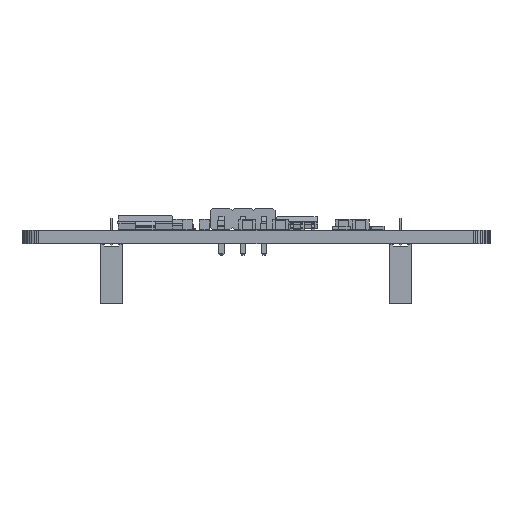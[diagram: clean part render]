
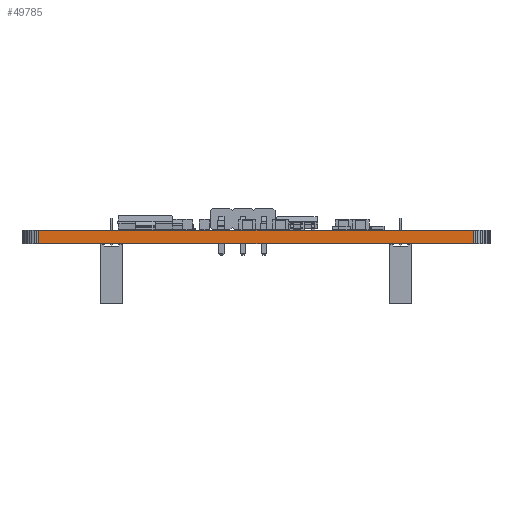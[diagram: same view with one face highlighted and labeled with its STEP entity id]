
A CAD part, left-side view. The second image highlights one B-rep face of the part: STEP entity #49785.
In plain terms, the highlighted planar face has unit normal (-1, 0, 0).
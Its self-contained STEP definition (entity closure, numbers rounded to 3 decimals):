
#45652 = PLANE('',#45653);
#45653 = AXIS2_PLACEMENT_3D('',#45654,#45655,#45656);
#45654 = CARTESIAN_POINT('',(17.8,-17.1,1.6));
#45655 = DIRECTION('',(-0.,-0.,-1.));
#45656 = DIRECTION('',(-1.,0.,0.));
#45706 = PLANE('',#45707);
#45707 = AXIS2_PLACEMENT_3D('',#45708,#45709,#45710);
#45708 = CARTESIAN_POINT('',(17.8,-17.1,0.));
#45709 = DIRECTION('',(-0.,-0.,-1.));
#45710 = DIRECTION('',(-1.,0.,0.));
#46739 = VERTEX_POINT('',#46740);
#46740 = CARTESIAN_POINT('',(-12.2,-42.8,0.));
#46754 = PLANE('',#46755);
#46755 = AXIS2_PLACEMENT_3D('',#46756,#46757,#46758);
#46756 = CARTESIAN_POINT('',(-12.18,-43.085,0.));
#46757 = DIRECTION('',(-0.997,-0.071,0.));
#46758 = DIRECTION('',(-0.071,0.997,0.));
#46766 = EDGE_CURVE('',#46739,#46767,#46769,.T.);
#46767 = VERTEX_POINT('',#46768);
#46768 = CARTESIAN_POINT('',(-12.2,8.6,0.));
#46769 = SURFACE_CURVE('',#46770,(#46774,#46781),.PCURVE_S1.);
#46770 = LINE('',#46771,#46772);
#46771 = CARTESIAN_POINT('',(-12.2,-42.8,0.));
#46772 = VECTOR('',#46773,1.);
#46773 = DIRECTION('',(0.,1.,0.));
#46774 = PCURVE('',#45706,#46775);
#46775 = DEFINITIONAL_REPRESENTATION('',(#46776),#46780);
#46776 = LINE('',#46777,#46778);
#46777 = CARTESIAN_POINT('',(30.,-25.7));
#46778 = VECTOR('',#46779,1.);
#46779 = DIRECTION('',(0.,1.));
#46780 = ( GEOMETRIC_REPRESENTATION_CONTEXT(2) 
PARAMETRIC_REPRESENTATION_CONTEXT() REPRESENTATION_CONTEXT('2D SPACE',''
  ) );
#46781 = PCURVE('',#46782,#46787);
#46782 = PLANE('',#46783);
#46783 = AXIS2_PLACEMENT_3D('',#46784,#46785,#46786);
#46784 = CARTESIAN_POINT('',(-12.2,-42.8,0.));
#46785 = DIRECTION('',(-1.,0.,0.));
#46786 = DIRECTION('',(0.,1.,0.));
#46787 = DEFINITIONAL_REPRESENTATION('',(#46788),#46792);
#46788 = LINE('',#46789,#46790);
#46789 = CARTESIAN_POINT('',(0.,0.));
#46790 = VECTOR('',#46791,1.);
#46791 = DIRECTION('',(1.,0.));
#46792 = ( GEOMETRIC_REPRESENTATION_CONTEXT(2) 
PARAMETRIC_REPRESENTATION_CONTEXT() REPRESENTATION_CONTEXT('2D SPACE',''
  ) );
#46810 = PLANE('',#46811);
#46811 = AXIS2_PLACEMENT_3D('',#46812,#46813,#46814);
#46812 = CARTESIAN_POINT('',(-12.2,8.6,0.));
#46813 = DIRECTION('',(-0.997,0.071,0.));
#46814 = DIRECTION('',(0.071,0.997,0.));
#48368 = VERTEX_POINT('',#48369);
#48369 = CARTESIAN_POINT('',(-12.2,-42.8,1.6));
#48390 = EDGE_CURVE('',#48368,#48391,#48393,.T.);
#48391 = VERTEX_POINT('',#48392);
#48392 = CARTESIAN_POINT('',(-12.2,8.6,1.6));
#48393 = SURFACE_CURVE('',#48394,(#48398,#48405),.PCURVE_S1.);
#48394 = LINE('',#48395,#48396);
#48395 = CARTESIAN_POINT('',(-12.2,-42.8,1.6));
#48396 = VECTOR('',#48397,1.);
#48397 = DIRECTION('',(0.,1.,0.));
#48398 = PCURVE('',#45652,#48399);
#48399 = DEFINITIONAL_REPRESENTATION('',(#48400),#48404);
#48400 = LINE('',#48401,#48402);
#48401 = CARTESIAN_POINT('',(30.,-25.7));
#48402 = VECTOR('',#48403,1.);
#48403 = DIRECTION('',(0.,1.));
#48404 = ( GEOMETRIC_REPRESENTATION_CONTEXT(2) 
PARAMETRIC_REPRESENTATION_CONTEXT() REPRESENTATION_CONTEXT('2D SPACE',''
  ) );
#48405 = PCURVE('',#46782,#48406);
#48406 = DEFINITIONAL_REPRESENTATION('',(#48407),#48411);
#48407 = LINE('',#48408,#48409);
#48408 = CARTESIAN_POINT('',(0.,-1.6));
#48409 = VECTOR('',#48410,1.);
#48410 = DIRECTION('',(1.,0.));
#48411 = ( GEOMETRIC_REPRESENTATION_CONTEXT(2) 
PARAMETRIC_REPRESENTATION_CONTEXT() REPRESENTATION_CONTEXT('2D SPACE',''
  ) );
#49735 = EDGE_CURVE('',#46767,#48391,#49736,.T.);
#49736 = SURFACE_CURVE('',#49737,(#49741,#49748),.PCURVE_S1.);
#49737 = LINE('',#49738,#49739);
#49738 = CARTESIAN_POINT('',(-12.2,8.6,0.));
#49739 = VECTOR('',#49740,1.);
#49740 = DIRECTION('',(0.,0.,1.));
#49741 = PCURVE('',#46810,#49742);
#49742 = DEFINITIONAL_REPRESENTATION('',(#49743),#49747);
#49743 = LINE('',#49744,#49745);
#49744 = CARTESIAN_POINT('',(0.,0.));
#49745 = VECTOR('',#49746,1.);
#49746 = DIRECTION('',(0.,-1.));
#49747 = ( GEOMETRIC_REPRESENTATION_CONTEXT(2) 
PARAMETRIC_REPRESENTATION_CONTEXT() REPRESENTATION_CONTEXT('2D SPACE',''
  ) );
#49748 = PCURVE('',#46782,#49749);
#49749 = DEFINITIONAL_REPRESENTATION('',(#49750),#49754);
#49750 = LINE('',#49751,#49752);
#49751 = CARTESIAN_POINT('',(51.4,0.));
#49752 = VECTOR('',#49753,1.);
#49753 = DIRECTION('',(0.,-1.));
#49754 = ( GEOMETRIC_REPRESENTATION_CONTEXT(2) 
PARAMETRIC_REPRESENTATION_CONTEXT() REPRESENTATION_CONTEXT('2D SPACE',''
  ) );
#49785 = ADVANCED_FACE('',(#49786),#46782,.T.);
#49786 = FACE_BOUND('',#49787,.T.);
#49787 = EDGE_LOOP('',(#49788,#49809,#49810,#49811));
#49788 = ORIENTED_EDGE('',*,*,#49789,.T.);
#49789 = EDGE_CURVE('',#46739,#48368,#49790,.T.);
#49790 = SURFACE_CURVE('',#49791,(#49795,#49802),.PCURVE_S1.);
#49791 = LINE('',#49792,#49793);
#49792 = CARTESIAN_POINT('',(-12.2,-42.8,0.));
#49793 = VECTOR('',#49794,1.);
#49794 = DIRECTION('',(0.,0.,1.));
#49795 = PCURVE('',#46782,#49796);
#49796 = DEFINITIONAL_REPRESENTATION('',(#49797),#49801);
#49797 = LINE('',#49798,#49799);
#49798 = CARTESIAN_POINT('',(0.,0.));
#49799 = VECTOR('',#49800,1.);
#49800 = DIRECTION('',(0.,-1.));
#49801 = ( GEOMETRIC_REPRESENTATION_CONTEXT(2) 
PARAMETRIC_REPRESENTATION_CONTEXT() REPRESENTATION_CONTEXT('2D SPACE',''
  ) );
#49802 = PCURVE('',#46754,#49803);
#49803 = DEFINITIONAL_REPRESENTATION('',(#49804),#49808);
#49804 = LINE('',#49805,#49806);
#49805 = CARTESIAN_POINT('',(0.285,0.));
#49806 = VECTOR('',#49807,1.);
#49807 = DIRECTION('',(0.,-1.));
#49808 = ( GEOMETRIC_REPRESENTATION_CONTEXT(2) 
PARAMETRIC_REPRESENTATION_CONTEXT() REPRESENTATION_CONTEXT('2D SPACE',''
  ) );
#49809 = ORIENTED_EDGE('',*,*,#48390,.T.);
#49810 = ORIENTED_EDGE('',*,*,#49735,.F.);
#49811 = ORIENTED_EDGE('',*,*,#46766,.F.);
